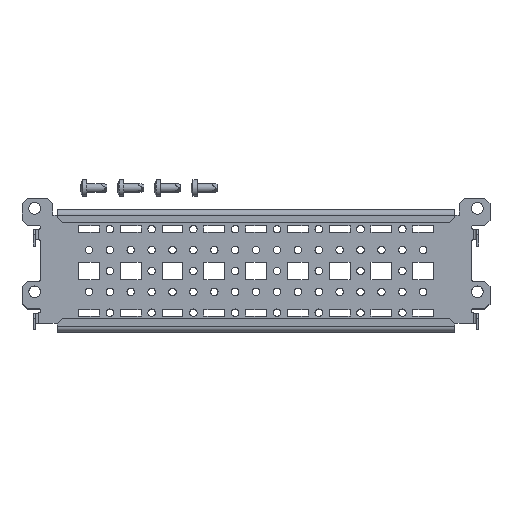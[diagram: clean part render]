
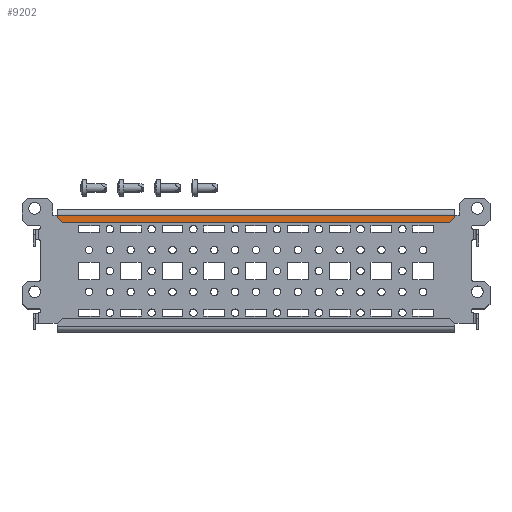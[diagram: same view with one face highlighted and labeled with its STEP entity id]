
A CAD part, top view. The second image highlights one B-rep face of the part: STEP entity #9202.
In plain terms, the highlighted planar face has unit normal (0, 0, 1).
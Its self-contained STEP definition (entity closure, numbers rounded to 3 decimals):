
#226 = DIRECTION ( 'NONE',  ( 0.707, 0.707, 0. ) ) ;
#720 = EDGE_CURVE ( 'NONE', #17268, #7920, #9216, .T. ) ;
#817 = ORIENTED_EDGE ( 'NONE', *, *, #720, .F. ) ;
#1002 = EDGE_LOOP ( 'NONE', ( #14318, #12518, #817, #3306, #12526, #14593 ) ) ;
#1046 = CARTESIAN_POINT ( 'NONE',  ( 119., 31.75, 17.275 ) ) ;
#1197 = VERTEX_POINT ( 'NONE', #1046 ) ;
#1405 = VERTEX_POINT ( 'NONE', #10787 ) ;
#2033 = LINE ( 'NONE', #10074, #2478 ) ;
#2156 = DIRECTION ( 'NONE',  ( 0.707, -0.707, 0. ) ) ;
#2478 = VECTOR ( 'NONE', #226, 1000. ) ;
#3306 = ORIENTED_EDGE ( 'NONE', *, *, #12797, .T. ) ;
#3429 = LINE ( 'NONE', #5044, #14479 ) ;
#4208 = VECTOR ( 'NONE', #10720, 1000. ) ;
#4746 = LINE ( 'NONE', #14425, #16470 ) ;
#5044 = CARTESIAN_POINT ( 'NONE',  ( 119., 28.75, 17.275 ) ) ;
#5394 = DIRECTION ( 'NONE',  ( 0., 0., -1. ) ) ;
#5497 = VECTOR ( 'NONE', #16173, 1000. ) ;
#6491 = CARTESIAN_POINT ( 'NONE',  ( -119., 28.75, 17.275 ) ) ;
#6499 = CARTESIAN_POINT ( 'NONE',  ( -119., 35.25, 17.275 ) ) ;
#6808 = DIRECTION ( 'NONE',  ( -1., 0., 0. ) ) ;
#7029 = DIRECTION ( 'NONE',  ( 1., 0., 0. ) ) ;
#7760 = LINE ( 'NONE', #13812, #8201 ) ;
#7920 = VERTEX_POINT ( 'NONE', #15747 ) ;
#8201 = VECTOR ( 'NONE', #7029, 1000. ) ;
#8380 = EDGE_CURVE ( 'NONE', #14105, #7920, #4746, .T. ) ;
#9019 = DIRECTION ( 'NONE',  ( 0., -1., 0. ) ) ;
#9202 = ADVANCED_FACE ( 'NONE', ( #14912 ), #16359, .F. ) ;
#9216 = LINE ( 'NONE', #6491, #5497 ) ;
#10074 = CARTESIAN_POINT ( 'NONE',  ( 119., 31.75, 17.275 ) ) ;
#10318 = CARTESIAN_POINT ( 'NONE',  ( -119., 31.75, 17.275 ) ) ;
#10389 = AXIS2_PLACEMENT_3D ( 'NONE', #13724, #5394, #6808 ) ;
#10720 = DIRECTION ( 'NONE',  ( 0., 1., 0. ) ) ;
#10787 = CARTESIAN_POINT ( 'NONE',  ( 119., 33.375, 17.275 ) ) ;
#11569 = VERTEX_POINT ( 'NONE', #12607 ) ;
#11570 = CARTESIAN_POINT ( 'NONE',  ( 116., 28.75, 17.275 ) ) ;
#11913 = EDGE_CURVE ( 'NONE', #14105, #11569, #15893, .T. ) ;
#12518 = ORIENTED_EDGE ( 'NONE', *, *, #8380, .T. ) ;
#12526 = ORIENTED_EDGE ( 'NONE', *, *, #14918, .F. ) ;
#12607 = CARTESIAN_POINT ( 'NONE',  ( -119., 33.375, 17.275 ) ) ;
#12797 = EDGE_CURVE ( 'NONE', #17268, #1197, #2033, .T. ) ;
#13724 = CARTESIAN_POINT ( 'NONE',  ( -119., 35.25, 17.275 ) ) ;
#13812 = CARTESIAN_POINT ( 'NONE',  ( 119., 33.375, 17.275 ) ) ;
#14105 = VERTEX_POINT ( 'NONE', #10318 ) ;
#14318 = ORIENTED_EDGE ( 'NONE', *, *, #11913, .F. ) ;
#14425 = CARTESIAN_POINT ( 'NONE',  ( -116., 28.75, 17.275 ) ) ;
#14479 = VECTOR ( 'NONE', #9019, 1000. ) ;
#14593 = ORIENTED_EDGE ( 'NONE', *, *, #15577, .F. ) ;
#14912 = FACE_OUTER_BOUND ( 'NONE', #1002, .T. ) ;
#14918 = EDGE_CURVE ( 'NONE', #1405, #1197, #3429, .T. ) ;
#15577 = EDGE_CURVE ( 'NONE', #11569, #1405, #7760, .T. ) ;
#15747 = CARTESIAN_POINT ( 'NONE',  ( -116., 28.75, 17.275 ) ) ;
#15893 = LINE ( 'NONE', #6499, #4208 ) ;
#16173 = DIRECTION ( 'NONE',  ( -1., 0., 0. ) ) ;
#16359 = PLANE ( 'NONE',  #10389 ) ;
#16470 = VECTOR ( 'NONE', #2156, 1000. ) ;
#17268 = VERTEX_POINT ( 'NONE', #11570 ) ;
